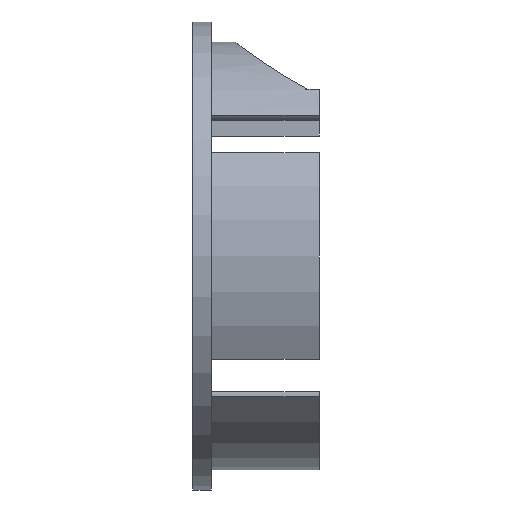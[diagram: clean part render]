
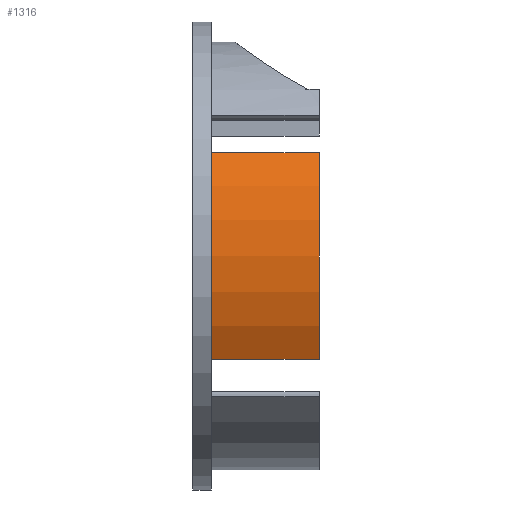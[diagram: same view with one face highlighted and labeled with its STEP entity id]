
A CAD part, left-side view. The second image highlights one B-rep face of the part: STEP entity #1316.
In plain terms, the highlighted cylindrical face has radius 45.7 mm (diameter 91.4 mm), a partial arc.
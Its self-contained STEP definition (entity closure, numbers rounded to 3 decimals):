
#140=FACE_OUTER_BOUND('',#225,.T.);
#225=EDGE_LOOP('',(#1087,#1088,#1089,#1090));
#349=LINE('',#2103,#469);
#354=LINE('',#2127,#474);
#469=VECTOR('',#1697,10.);
#474=VECTOR('',#1718,10.);
#543=CIRCLE('',#1434,45.7);
#544=CIRCLE('',#1436,45.7);
#636=VERTEX_POINT('',#2096);
#639=VERTEX_POINT('',#2101);
#649=VERTEX_POINT('',#2124);
#650=VERTEX_POINT('',#2126);
#793=EDGE_CURVE('',#636,#639,#349,.T.);
#803=EDGE_CURVE('',#650,#649,#354,.T.);
#828=EDGE_CURVE('',#650,#639,#543,.T.);
#829=EDGE_CURVE('',#649,#636,#544,.T.);
#1087=ORIENTED_EDGE('',*,*,#793,.T.);
#1088=ORIENTED_EDGE('',*,*,#828,.F.);
#1089=ORIENTED_EDGE('',*,*,#803,.T.);
#1090=ORIENTED_EDGE('',*,*,#829,.T.);
#1253=CYLINDRICAL_SURFACE('',#1435,45.7);
#1316=ADVANCED_FACE('',(#140),#1253,.T.);
#1434=AXIS2_PLACEMENT_3D('',#2208,#1765,#1766);
#1435=AXIS2_PLACEMENT_3D('',#2209,#1767,#1768);
#1436=AXIS2_PLACEMENT_3D('',#2210,#1769,#1770);
#1697=DIRECTION('',(0.,-1.,0.));
#1718=DIRECTION('',(0.,1.,0.));
#1765=DIRECTION('center_axis',(0.,-1.,0.));
#1766=DIRECTION('ref_axis',(-1.,0.,0.));
#1767=DIRECTION('center_axis',(0.,-1.,0.));
#1768=DIRECTION('ref_axis',(-1.,0.,0.));
#1769=DIRECTION('center_axis',(0.,-1.,0.));
#1770=DIRECTION('ref_axis',(-1.,0.,0.));
#2096=CARTESIAN_POINT('',(-40.132,142.64,114.326));
#2101=CARTESIAN_POINT('',(-40.132,119.61,114.326));
#2103=CARTESIAN_POINT('',(-40.132,142.64,114.326));
#2124=CARTESIAN_POINT('',(-40.132,142.64,158.363));
#2126=CARTESIAN_POINT('',(-40.132,119.61,158.363));
#2127=CARTESIAN_POINT('',(-40.132,142.64,158.363));
#2208=CARTESIAN_POINT('Origin',(-0.086,119.61,136.344));
#2209=CARTESIAN_POINT('Origin',(-0.086,142.64,136.344));
#2210=CARTESIAN_POINT('Origin',(-0.086,142.64,136.344));
